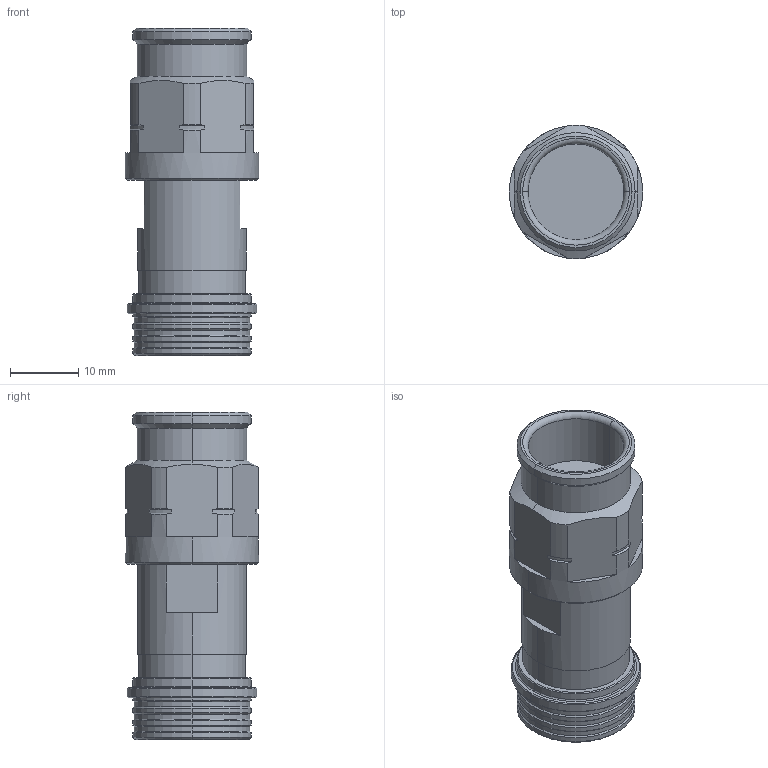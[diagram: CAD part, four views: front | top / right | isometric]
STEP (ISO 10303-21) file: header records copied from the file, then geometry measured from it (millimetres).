
FILE_DESCRIPTION (( 'STEP AP203' ), '1' );
FILE_NAME ('R164.037.000C.STEP', '2015-04-09T13:13:18', ( '' ), ( '' ), 'SwSTEP 2.0', 'SolidWorks 2014', '' );
FILE_SCHEMA (( 'CONFIG_CONTROL_DESIGN' ));
Length unit declared in the file: metre
Products named in the file (1): R164.037.000C
Bounding box: 19.5 x 19.5 x 47.81 mm (x, y, z)
Volume: 8567.9 mm3; surface area: 4591 mm2
Topology: 1 solids, 1 shells, 224 faces, 501 edges, 303 vertices
Faces by surface type: cylinder 85, cone 62, plane 51, torus 26
Entity records: 6374 total; most frequent: DIRECTION 1191, CARTESIAN_POINT 1167, ORIENTED_EDGE 1002, AXIS2_PLACEMENT_3D 503, EDGE_CURVE 501, VERTEX_POINT 303, CIRCLE 278, EDGE_LOOP 248
